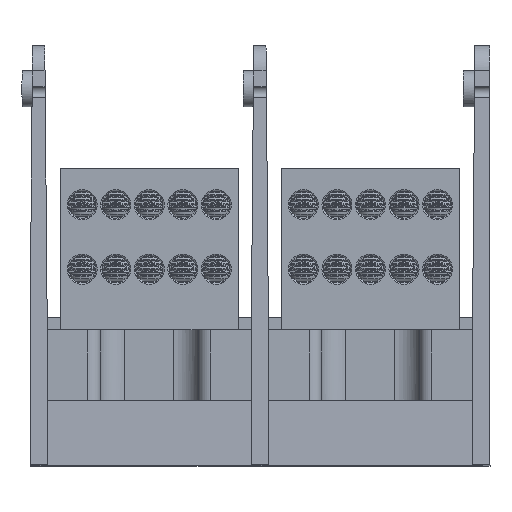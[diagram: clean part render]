
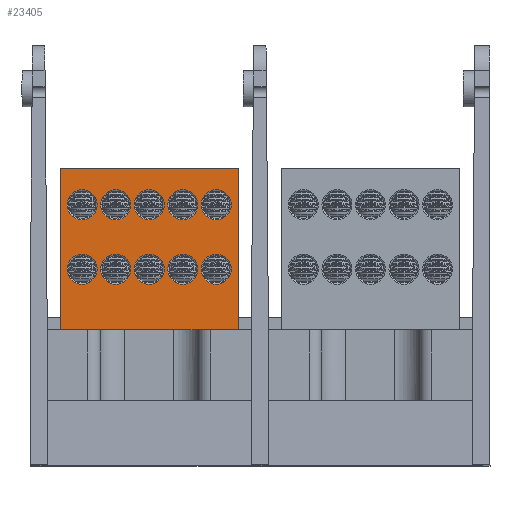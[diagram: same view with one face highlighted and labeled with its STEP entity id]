
A CAD part, top view. The second image highlights one B-rep face of the part: STEP entity #23405.
In plain terms, the highlighted planar face has unit normal (0, 0, -1).
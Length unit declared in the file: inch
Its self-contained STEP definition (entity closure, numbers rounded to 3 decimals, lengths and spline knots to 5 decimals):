
#1172 = CIRCLE ( 'NONE', #108844, 0.1165 ) ;
#1286 = EDGE_LOOP ( 'NONE', ( #16441 ) ) ;
#3012 = VERTEX_POINT ( 'NONE', #81892 ) ;
#3205 = DIRECTION ( 'NONE',  ( 0., 0., 1. ) ) ;
#5485 = AXIS2_PLACEMENT_3D ( 'NONE', #38531, #112208, #49128 ) ;
#6206 = CARTESIAN_POINT ( 'NONE',  ( -1.025, 0.625, 1.25 ) ) ;
#6990 = CARTESIAN_POINT ( 'NONE',  ( -1.0785, -0.155, 1.25 ) ) ;
#7032 = VERTEX_POINT ( 'NONE', #81816 ) ;
#8059 = DIRECTION ( 'NONE',  ( 0., 0., 1. ) ) ;
#8509 = CARTESIAN_POINT ( 'NONE',  ( -1.195, -0.155, 1.25 ) ) ;
#9090 = VECTOR ( 'NONE', #68877, 39.37008 ) ;
#9096 = CARTESIAN_POINT ( 'NONE',  ( -2.1185, -0.155, 1.25 ) ) ;
#9563 = EDGE_LOOP ( 'NONE', ( #131069 ) ) ;
#10370 = EDGE_CURVE ( 'NONE', #124973, #124973, #49104, .T. ) ;
#14148 = VERTEX_POINT ( 'NONE', #103046 ) ;
#16441 = ORIENTED_EDGE ( 'NONE', *, *, #10370, .T. ) ;
#18146 = AXIS2_PLACEMENT_3D ( 'NONE', #133498, #133308, #133207 ) ;
#18500 = EDGE_CURVE ( 'NONE', #70652, #70652, #46098, .T. ) ;
#18986 = CARTESIAN_POINT ( 'NONE',  ( -1.8585, -0.155, 1.25 ) ) ;
#19192 = FACE_BOUND ( 'NONE', #94901, .T. ) ;
#19396 = CARTESIAN_POINT ( 'NONE',  ( -1.025, -0.625, 1.25 ) ) ;
#20415 = DIRECTION ( 'NONE',  ( 1., 0., 0. ) ) ;
#20459 = DIRECTION ( 'NONE',  ( 0., 0., 1. ) ) ;
#20591 = CARTESIAN_POINT ( 'NONE',  ( -1.455, -0.155, 1.25 ) ) ;
#21077 = EDGE_CURVE ( 'NONE', #119966, #119966, #27552, .T. ) ;
#21097 = EDGE_CURVE ( 'NONE', #14148, #3012, #28677, .T. ) ;
#22658 = EDGE_LOOP ( 'NONE', ( #118561 ) ) ;
#23405 = ADVANCED_FACE ( 'NONE', ( #121509, #123239, #121895, #53056, #123483, #113349, #19192, #124673, #27802, #95872, #125675 ), #116458, .T. ) ;
#23829 = VERTEX_POINT ( 'NONE', #96053 ) ;
#24684 = EDGE_LOOP ( 'NONE', ( #58136 ) ) ;
#26381 = EDGE_CURVE ( 'NONE', #131447, #131447, #1172, .T. ) ;
#27200 = ORIENTED_EDGE ( 'NONE', *, *, #136200, .T. ) ;
#27552 = CIRCLE ( 'NONE', #98362, 0.1165 ) ;
#27802 = FACE_BOUND ( 'NONE', #22658, .T. ) ;
#28677 = LINE ( 'NONE', #118045, #29640 ) ;
#29640 = VECTOR ( 'NONE', #121981, 39.37008 ) ;
#29995 = DIRECTION ( 'NONE',  ( 1., 0., 0. ) ) ;
#34375 = CARTESIAN_POINT ( 'NONE',  ( -1.8585, 0.345, 1.25 ) ) ;
#37116 = LINE ( 'NONE', #58275, #9090 ) ;
#38531 = CARTESIAN_POINT ( 'NONE',  ( -1.195, 0.345, 1.25 ) ) ;
#39786 = DIRECTION ( 'NONE',  ( 0., 0., 1. ) ) ;
#39824 = VECTOR ( 'NONE', #29995, 39.37008 ) ;
#43103 = AXIS2_PLACEMENT_3D ( 'NONE', #116780, #53769, #127377 ) ;
#46098 = CIRCLE ( 'NONE', #18146, 0.1165 ) ;
#47533 = AXIS2_PLACEMENT_3D ( 'NONE', #8509, #8059, #134899 ) ;
#49104 = CIRCLE ( 'NONE', #47533, 0.1165 ) ;
#49128 = DIRECTION ( 'NONE',  ( 1., 0., 0. ) ) ;
#49979 = VERTEX_POINT ( 'NONE', #79488 ) ;
#50530 = AXIS2_PLACEMENT_3D ( 'NONE', #113179, #113011, #112887 ) ;
#51580 = CARTESIAN_POINT ( 'NONE',  ( -1.3385, -0.155, 1.25 ) ) ;
#53056 = FACE_BOUND ( 'NONE', #24684, .T. ) ;
#53769 = DIRECTION ( 'NONE',  ( 0., 0., 1. ) ) ;
#54786 = CIRCLE ( 'NONE', #129595, 0.1165 ) ;
#55188 = EDGE_LOOP ( 'NONE', ( #58915 ) ) ;
#55998 = AXIS2_PLACEMENT_3D ( 'NONE', #102918, #39786, #113456 ) ;
#58082 = ORIENTED_EDGE ( 'NONE', *, *, #122465, .F. ) ;
#58136 = ORIENTED_EDGE ( 'NONE', *, *, #21077, .T. ) ;
#58175 = CARTESIAN_POINT ( 'NONE',  ( -1.455, 0.345, 1.25 ) ) ;
#58275 = CARTESIAN_POINT ( 'NONE',  ( -1.025, -0.625, 1.25 ) ) ;
#58915 = ORIENTED_EDGE ( 'NONE', *, *, #18500, .T. ) ;
#59353 = CARTESIAN_POINT ( 'NONE',  ( -1.975, 0.345, 1.25 ) ) ;
#61353 = CARTESIAN_POINT ( 'NONE',  ( -1.5985, -0.155, 1.25 ) ) ;
#64294 = ORIENTED_EDGE ( 'NONE', *, *, #21097, .F. ) ;
#66221 = CARTESIAN_POINT ( 'NONE',  ( -2.235, 0.345, 1.25 ) ) ;
#67641 = EDGE_LOOP ( 'NONE', ( #58082, #64294, #91292, #88383 ) ) ;
#68256 = DIRECTION ( 'NONE',  ( 1., 0., 0. ) ) ;
#68775 = DIRECTION ( 'NONE',  ( 1., 0., 0. ) ) ;
#68877 = DIRECTION ( 'NONE',  ( 0., -1., 0. ) ) ;
#69940 = DIRECTION ( 'NONE',  ( 1., 0., 0. ) ) ;
#70652 = VERTEX_POINT ( 'NONE', #18986 ) ;
#74723 = VERTEX_POINT ( 'NONE', #100670 ) ;
#76838 = DIRECTION ( 'NONE',  ( 1., 0., 0. ) ) ;
#77310 = CIRCLE ( 'NONE', #55998, 0.1165 ) ;
#79488 = CARTESIAN_POINT ( 'NONE',  ( -1.5985, 0.345, 1.25 ) ) ;
#80398 = CARTESIAN_POINT ( 'NONE',  ( -1.025, -0.625, 1.25 ) ) ;
#81816 = CARTESIAN_POINT ( 'NONE',  ( -1.0785, 0.345, 1.25 ) ) ;
#81892 = CARTESIAN_POINT ( 'NONE',  ( -2.405, -0.625, 1.25 ) ) ;
#83152 = ORIENTED_EDGE ( 'NONE', *, *, #102828, .T. ) ;
#85759 = CIRCLE ( 'NONE', #117242, 0.1165 ) ;
#85937 = EDGE_CURVE ( 'NONE', #14148, #103593, #106987, .T. ) ;
#86472 = EDGE_CURVE ( 'NONE', #104692, #104692, #77310, .T. ) ;
#88383 = ORIENTED_EDGE ( 'NONE', *, *, #94879, .T. ) ;
#89465 = CARTESIAN_POINT ( 'NONE',  ( -1.025, 0.625, 1.25 ) ) ;
#91292 = ORIENTED_EDGE ( 'NONE', *, *, #85937, .T. ) ;
#93705 = EDGE_LOOP ( 'NONE', ( #109712 ) ) ;
#94879 = EDGE_CURVE ( 'NONE', #103593, #100875, #37116, .T. ) ;
#94901 = EDGE_LOOP ( 'NONE', ( #27200 ) ) ;
#95872 = FACE_BOUND ( 'NONE', #9563, .T. ) ;
#96053 = CARTESIAN_POINT ( 'NONE',  ( -2.1185, 0.345, 1.25 ) ) ;
#98362 = AXIS2_PLACEMENT_3D ( 'NONE', #117885, #117781, #117400 ) ;
#100670 = CARTESIAN_POINT ( 'NONE',  ( -1.3385, 0.345, 1.25 ) ) ;
#100875 = VERTEX_POINT ( 'NONE', #80398 ) ;
#101663 = CIRCLE ( 'NONE', #105874, 0.1165 ) ;
#102828 = EDGE_CURVE ( 'NONE', #23829, #23829, #54786, .T. ) ;
#102918 = CARTESIAN_POINT ( 'NONE',  ( -2.235, -0.155, 1.25 ) ) ;
#103046 = CARTESIAN_POINT ( 'NONE',  ( -2.405, 0.625, 1.25 ) ) ;
#103593 = VERTEX_POINT ( 'NONE', #6206 ) ;
#104692 = VERTEX_POINT ( 'NONE', #9096 ) ;
#104734 = EDGE_LOOP ( 'NONE', ( #105192 ) ) ;
#105192 = ORIENTED_EDGE ( 'NONE', *, *, #26381, .T. ) ;
#105874 = AXIS2_PLACEMENT_3D ( 'NONE', #58175, #131763, #68775 ) ;
#106987 = LINE ( 'NONE', #89465, #110293 ) ;
#108844 = AXIS2_PLACEMENT_3D ( 'NONE', #20591, #20459, #20415 ) ;
#109604 = EDGE_LOOP ( 'NONE', ( #83152 ) ) ;
#109712 = ORIENTED_EDGE ( 'NONE', *, *, #125712, .T. ) ;
#110070 = EDGE_CURVE ( 'NONE', #134066, #134066, #85759, .T. ) ;
#110072 = CIRCLE ( 'NONE', #43103, 0.1165 ) ;
#110293 = VECTOR ( 'NONE', #68256, 39.37008 ) ;
#111727 = ORIENTED_EDGE ( 'NONE', *, *, #86472, .T. ) ;
#112208 = DIRECTION ( 'NONE',  ( 0., 0., 1. ) ) ;
#112887 = DIRECTION ( 'NONE',  ( -1., 0., 0. ) ) ;
#113011 = DIRECTION ( 'NONE',  ( 0., 0., -1. ) ) ;
#113179 = CARTESIAN_POINT ( 'NONE',  ( -1.025, -0.625, 1.25 ) ) ;
#113349 = FACE_BOUND ( 'NONE', #1286, .T. ) ;
#113456 = DIRECTION ( 'NONE',  ( 1., 0., 0. ) ) ;
#116458 = PLANE ( 'NONE',  #50530 ) ;
#116780 = CARTESIAN_POINT ( 'NONE',  ( -1.715, 0.345, 1.25 ) ) ;
#117242 = AXIS2_PLACEMENT_3D ( 'NONE', #59353, #132901, #69940 ) ;
#117400 = DIRECTION ( 'NONE',  ( 1., 0., 0. ) ) ;
#117781 = DIRECTION ( 'NONE',  ( 0., 0., 1. ) ) ;
#117885 = CARTESIAN_POINT ( 'NONE',  ( -1.715, -0.155, 1.25 ) ) ;
#117983 = EDGE_LOOP ( 'NONE', ( #111727 ) ) ;
#118045 = CARTESIAN_POINT ( 'NONE',  ( -2.405, 0., 1.25 ) ) ;
#118561 = ORIENTED_EDGE ( 'NONE', *, *, #124933, .T. ) ;
#119966 = VERTEX_POINT ( 'NONE', #61353 ) ;
#120532 = LINE ( 'NONE', #19396, #39824 ) ;
#121509 = FACE_OUTER_BOUND ( 'NONE', #67641, .T. ) ;
#121895 = FACE_BOUND ( 'NONE', #55188, .T. ) ;
#121981 = DIRECTION ( 'NONE',  ( 0., -1., 0. ) ) ;
#122465 = EDGE_CURVE ( 'NONE', #3012, #100875, #120532, .T. ) ;
#123239 = FACE_BOUND ( 'NONE', #117983, .T. ) ;
#123483 = FACE_BOUND ( 'NONE', #104734, .T. ) ;
#124673 = FACE_BOUND ( 'NONE', #93705, .T. ) ;
#124933 = EDGE_CURVE ( 'NONE', #49979, #49979, #110072, .T. ) ;
#124973 = VERTEX_POINT ( 'NONE', #6990 ) ;
#125675 = FACE_BOUND ( 'NONE', #109604, .T. ) ;
#125712 = EDGE_CURVE ( 'NONE', #74723, #74723, #101663, .T. ) ;
#127377 = DIRECTION ( 'NONE',  ( 1., 0., 0. ) ) ;
#129595 = AXIS2_PLACEMENT_3D ( 'NONE', #66221, #3205, #76838 ) ;
#131069 = ORIENTED_EDGE ( 'NONE', *, *, #110070, .T. ) ;
#131447 = VERTEX_POINT ( 'NONE', #51580 ) ;
#131763 = DIRECTION ( 'NONE',  ( 0., 0., 1. ) ) ;
#132901 = DIRECTION ( 'NONE',  ( 0., 0., 1. ) ) ;
#133207 = DIRECTION ( 'NONE',  ( 1., 0., 0. ) ) ;
#133308 = DIRECTION ( 'NONE',  ( 0., 0., 1. ) ) ;
#133498 = CARTESIAN_POINT ( 'NONE',  ( -1.975, -0.155, 1.25 ) ) ;
#134066 = VERTEX_POINT ( 'NONE', #34375 ) ;
#134519 = CIRCLE ( 'NONE', #5485, 0.1165 ) ;
#134899 = DIRECTION ( 'NONE',  ( 1., 0., 0. ) ) ;
#136200 = EDGE_CURVE ( 'NONE', #7032, #7032, #134519, .T. ) ;
